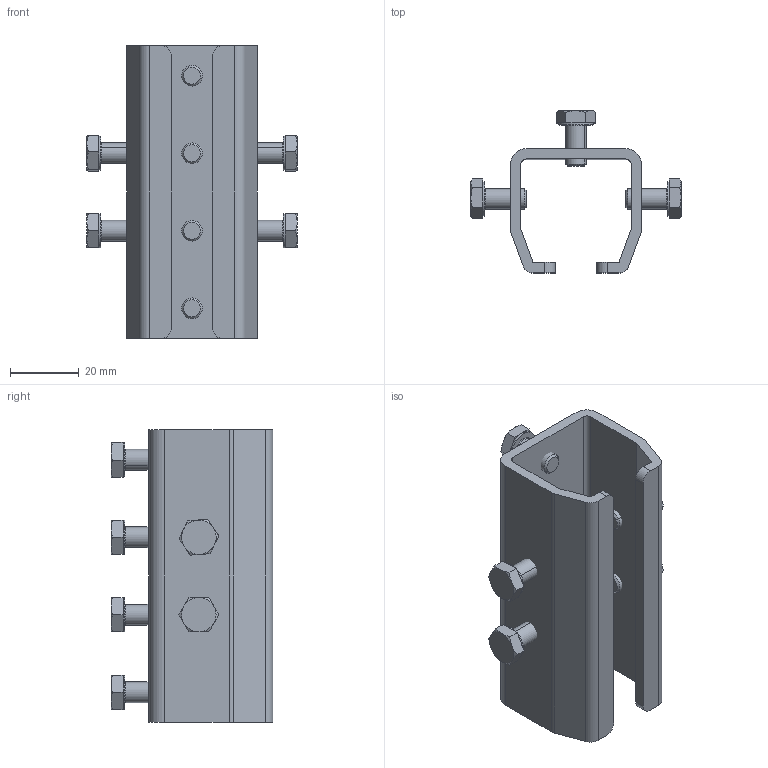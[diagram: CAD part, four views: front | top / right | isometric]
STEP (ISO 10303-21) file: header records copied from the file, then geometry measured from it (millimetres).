
FILE_DESCRIPTION (( 'STEP AP214' ), '1' );
FILE_NAME ('21.B49.STEP', '2019-01-08T08:14:55', ( '' ), ( '' ), 'SwSTEP 2.0', 'SolidWorks 2018', '' );
FILE_SCHEMA (( 'AUTOMOTIVE_DESIGN' ));
Length unit declared in the file: millimetre
Products named in the file (1): 21.B49
Bounding box: 61 x 47 x 85 mm (x, y, z)
Volume: 34076.1 mm3; surface area: 24848.3 mm2
Topology: 9 solids, 9 shells, 282 faces, 624 edges, 368 vertices
Faces by surface type: plane 138, cylinder 64, cone 64, torus 16
Entity records: 11200 total; most frequent: CARTESIAN_POINT 1755, DIRECTION 1350, ORIENTED_EDGE 1248, EDGE_CURVE 624, AXIS2_PLACEMENT_3D 539, VERTEX_POINT 368, EDGE_LOOP 306, UNCERTAINTY_MEASURE_WITH_UNIT 293
